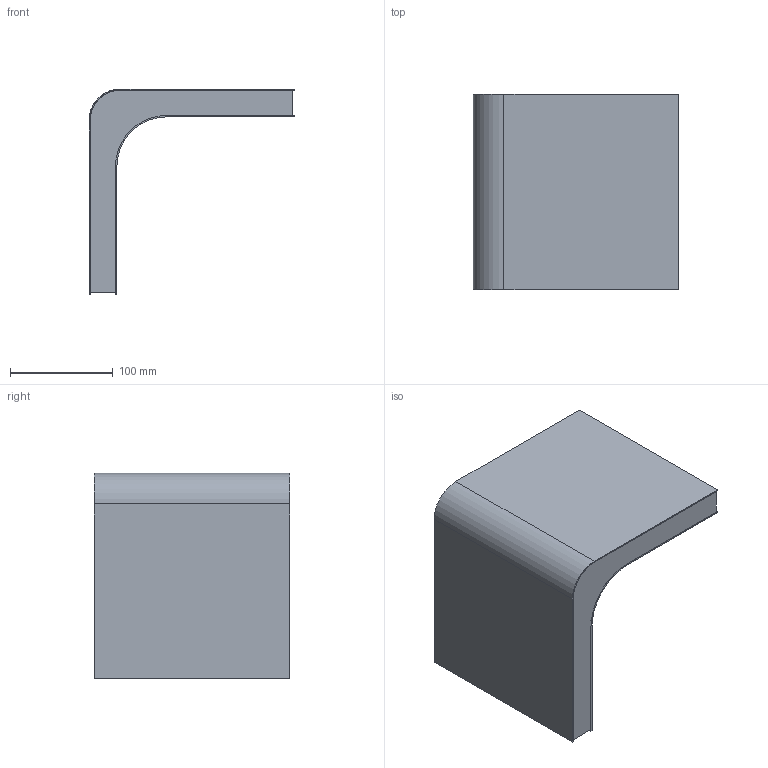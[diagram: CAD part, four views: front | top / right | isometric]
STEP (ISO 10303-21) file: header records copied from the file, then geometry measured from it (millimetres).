
FILE_DESCRIPTION (( 'STEP AP214' ), '1' );
FILE_NAME ('7400620_KSTP1.stp', '2016-10-15T06:12:56', ( '' ), ( '' ), 'SwSTEP 2.0', 'SolidWorks 2016', '' );
FILE_SCHEMA (( 'AUTOMOTIVE_DESIGN' ));
Length unit declared in the file: millimetre
Products named in the file (4): 42189C_f〉 B=190; 42836J_Nennh”he 27; 7400620_KSTP1; 42197B_f〉 H=27, B=190
Assembly tree (5 placements, depth 2):
  7400620_KSTP1
    42836J_Nennh”he 27  x3
    42189C_f〉 B=190
    42197B_f〉 H=27, B=190
Bounding box: 200 x 190 x 200 mm (x, y, z)
Volume: 207496.6 mm3; surface area: 370371.7 mm2
Topology: 5 solids, 5 shells, 74 faces, 192 edges, 128 vertices
Faces by surface type: plane 58, cylinder 16
Entity records: 1306 total; most frequent: CARTESIAN_POINT 206, DIRECTION 204, ORIENTED_EDGE 192, EDGE_CURVE 96, VECTOR 80, LINE 80, VERTEX_POINT 64, AXIS2_PLACEMENT_3D 62
